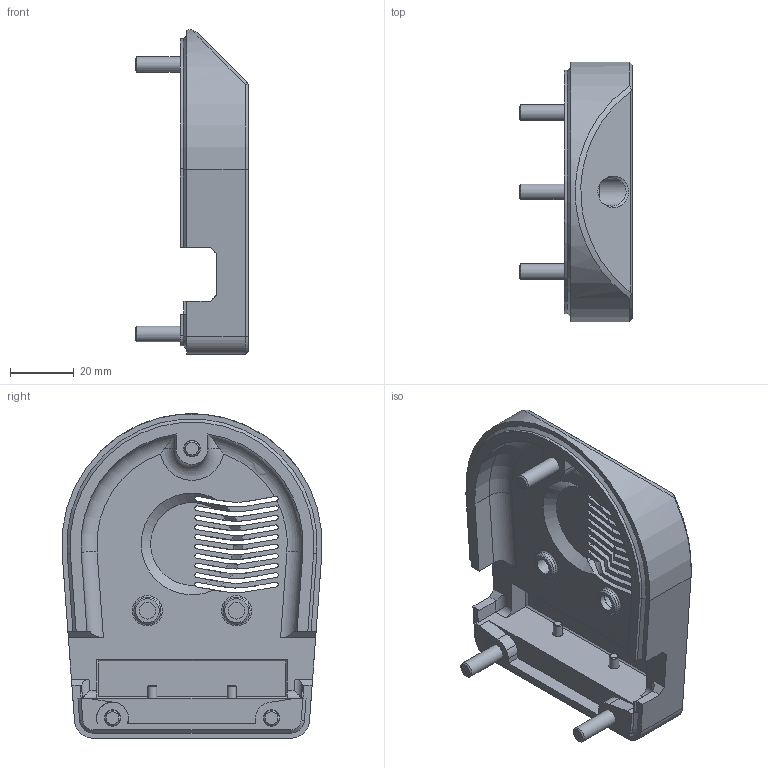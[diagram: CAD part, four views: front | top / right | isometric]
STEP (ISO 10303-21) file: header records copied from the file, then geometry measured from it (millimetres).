
FILE_DESCRIPTION(/* description */ (''),/* implementation_level */ '2;1');
FILE_NAME(/* name */ 'Belt Mechanics - Top.step',/* time_stamp */ '2025-11-18T13:13:57+01:00',/* author */ (''),/* organization */ (''),/* preprocessor_version */ 'ST-DEVELOPER v20.1',/* originating_system */ 'Autodesk Translation Framework v14.21.0.0',/* authorisation */ '');
FILE_SCHEMA (('AUTOMOTIVE_DESIGN { 1 0 10303 214 3 1 1 }'));
Length unit declared in the file: millimetre
Products named in the file (4): Main Mount Top; BSHCS ANSI B18.3.1M - M3x0.5 x 12 Steel Grade 2 Plain; BSHCS ANSI B18.3.1M - M5x0.8 x 30 Steel Grade 2 Plain; BSHCS ANSI B18.3.1M - M5x0.8 x 20 Steel Grade 2 Plain
Assembly tree (5 placements, depth 2):
  Main Mount Top
    BSHCS ANSI B18.3.1M - M3x0.5 x 12 Steel Grade 2 Plain  x2
    BSHCS ANSI B18.3.1M - M5x0.8 x 30 Steel Grade 2 Plain  x2
    BSHCS ANSI B18.3.1M - M5x0.8 x 20 Steel Grade 2 Plain
Bounding box: 35.5 x 81.68 x 102.05 mm (x, y, z)
Volume: 77729.4 mm3; surface area: 34893.6 mm2
Topology: 26 solids, 26 shells, 709 faces, 1781 edges, 1158 vertices
Faces by surface type: plane 435, bspline 134, cylinder 104, cone 26, torus 10
Full cylindrical faces by diameter (mm): 2.927 x2, 3.3 x2, 4.901 x3, 5.2 x2, 5.3 x3, 5.5 x4, 5.6 x1, 8.5 x5, 9 x3
Entity records: 24299 total; most frequent: CARTESIAN_POINT 8711, ORIENTED_EDGE 3426, DIRECTION 2728, EDGE_CURVE 1713, LINE 1150, VECTOR 1150, VERTEX_POINT 1120, AXIS2_PLACEMENT_3D 789
